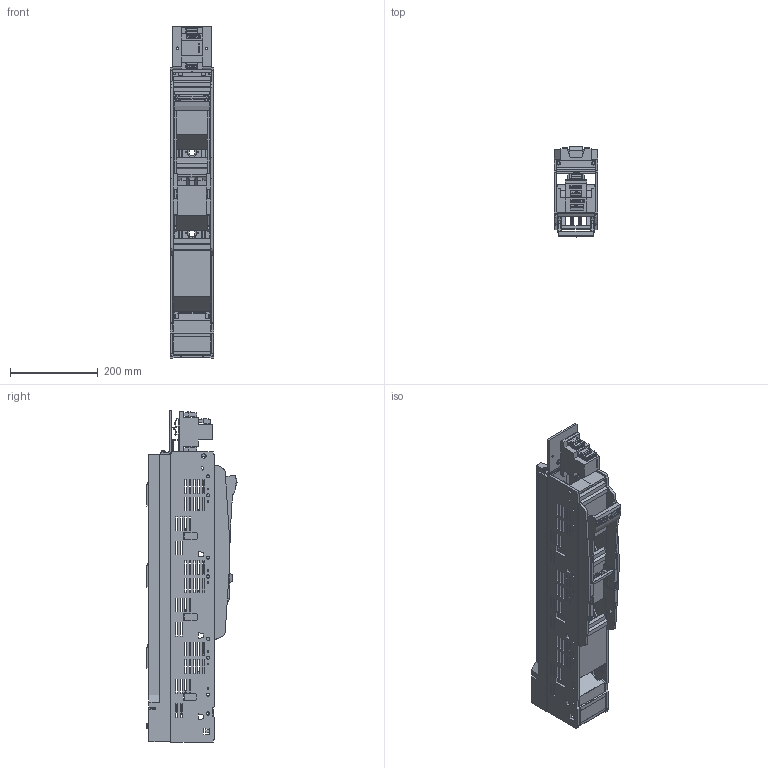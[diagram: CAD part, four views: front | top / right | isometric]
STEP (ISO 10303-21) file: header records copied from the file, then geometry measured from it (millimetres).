
FILE_DESCRIPTION(('CATIA V5 STEP'),'2;1');
FILE_NAME('L0779_NH_Sicherungslastschaltleiste_SL3_3x3_3A_ES00.stp','2019-01-29T08:50:13+00:00',('none'),('Jean Müller GmbH'),'CATIA Version 5 Release 19 SP 9 (IN-10)','CATIA V5 STEP AP214','none');
FILE_SCHEMA(('AUTOMOTIVE_DESIGN { 1 0 10303 214 1 1 1 1 }'));
Products named in the file (1): L0779_NH-Sicherungslastschaltleiste SL3-3x3/3A/ES00
Bounding box: 100 x 205.1 x 756.21 mm (x, y, z)
Volume: 3462859.1 mm3; surface area: 1158986.7 mm2
Topology: 18 solids, 18 shells, 3188 faces, 8512 edges, 5419 vertices
Faces by surface type: plane 2716, cylinder 414, cone 46, bspline 12
Entity records: 94277 total; most frequent: CARTESIAN_POINT 17885, ORIENTED_EDGE 17024, DIRECTION 13104, EDGE_CURVE 8512, VECTOR 7404, LINE 7404, VERTEX_POINT 5419, EDGE_LOOP 3673
